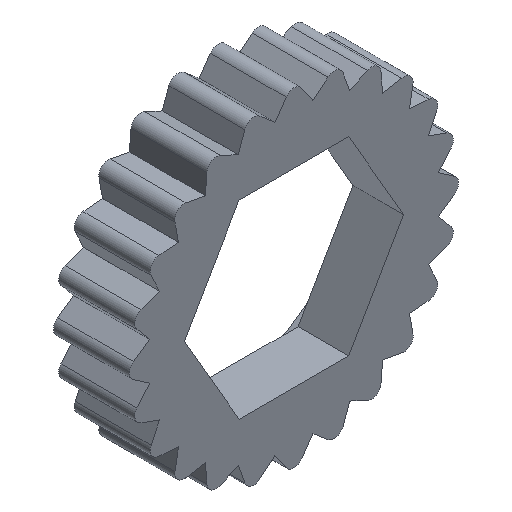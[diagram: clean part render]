
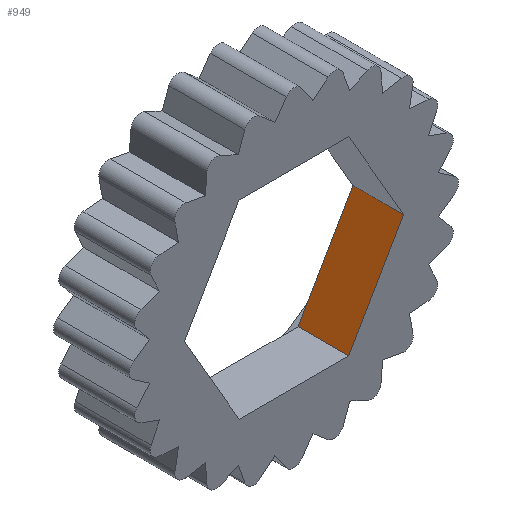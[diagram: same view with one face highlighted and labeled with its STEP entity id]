
A CAD part, isometric view. The second image highlights one B-rep face of the part: STEP entity #949.
In plain terms, the highlighted planar face has unit normal (-0.866, 0, 0.5).
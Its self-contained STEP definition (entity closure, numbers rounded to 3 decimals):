
#254 = EDGE_CURVE ( 'NONE', #275, #255, #1971, .T. ) ;
#255 = VERTEX_POINT ( 'NONE', #1967 ) ;
#275 = VERTEX_POINT ( 'NONE', #1871 ) ;
#930 = EDGE_CURVE ( 'NONE', #275, #1176, #2845, .T. ) ;
#941 = ORIENTED_EDGE ( 'NONE', *, *, #948, .F. ) ;
#942 = ORIENTED_EDGE ( 'NONE', *, *, #254, .F. ) ;
#943 = ORIENTED_EDGE ( 'NONE', *, *, #930, .T. ) ;
#948 = EDGE_CURVE ( 'NONE', #255, #1177, #2819, .T. ) ;
#949 = ADVANCED_FACE ( 'NONE', ( #2815 ), #2820, .F. ) ;
#950 = EDGE_LOOP ( 'NONE', ( #951, #941, #942, #943 ) ) ;
#951 = ORIENTED_EDGE ( 'NONE', *, *, #1175, .T. ) ;
#1175 = EDGE_CURVE ( 'NONE', #1176, #1177, #3263, .T. ) ;
#1176 = VERTEX_POINT ( 'NONE', #3259 ) ;
#1177 = VERTEX_POINT ( 'NONE', #3258 ) ;
#1871 = CARTESIAN_POINT ( 'NONE',  ( 17.321, 0., 0. ) ) ;
#1967 = CARTESIAN_POINT ( 'NONE',  ( 8.66, 0., -15. ) ) ;
#1968 = DIRECTION ( 'NONE',  ( -0.5, 0., -0.866 ) ) ;
#1969 = VECTOR ( 'NONE', #1968, 1000. ) ;
#1970 = CARTESIAN_POINT ( 'NONE',  ( 17.321, 0., 0. ) ) ;
#1971 = LINE ( 'NONE', #1970, #1969 ) ;
#2777 = DIRECTION ( 'NONE',  ( -0.5, 0., -0.866 ) ) ;
#2778 = DIRECTION ( 'NONE',  ( 0.866, 0., -0.5 ) ) ;
#2779 = CARTESIAN_POINT ( 'NONE',  ( 17.321, 0., 0. ) ) ;
#2780 = AXIS2_PLACEMENT_3D ( 'NONE', #2779, #2778, #2777 ) ;
#2815 = FACE_OUTER_BOUND ( 'NONE', #950, .T. ) ;
#2816 = DIRECTION ( 'NONE',  ( 0., 1., 0. ) ) ;
#2817 = VECTOR ( 'NONE', #2816, 1000. ) ;
#2818 = CARTESIAN_POINT ( 'NONE',  ( 8.66, 0., -15. ) ) ;
#2819 = LINE ( 'NONE', #2818, #2817 ) ;
#2820 = PLANE ( 'NONE',  #2780 ) ;
#2842 = DIRECTION ( 'NONE',  ( 0., 1., 0. ) ) ;
#2843 = VECTOR ( 'NONE', #2842, 1000. ) ;
#2844 = CARTESIAN_POINT ( 'NONE',  ( 17.321, 0., 0. ) ) ;
#2845 = LINE ( 'NONE', #2844, #2843 ) ;
#3258 = CARTESIAN_POINT ( 'NONE',  ( 8.66, 8., -15. ) ) ;
#3259 = CARTESIAN_POINT ( 'NONE',  ( 17.321, 8., 0. ) ) ;
#3260 = DIRECTION ( 'NONE',  ( -0.5, 0., -0.866 ) ) ;
#3261 = VECTOR ( 'NONE', #3260, 1000. ) ;
#3262 = CARTESIAN_POINT ( 'NONE',  ( 17.321, 8., 0. ) ) ;
#3263 = LINE ( 'NONE', #3262, #3261 ) ;
